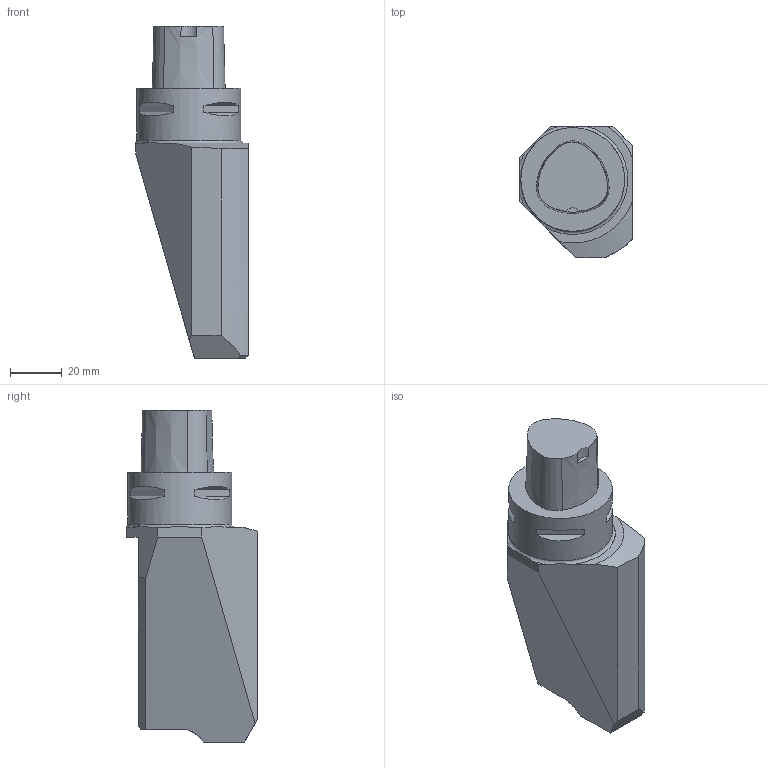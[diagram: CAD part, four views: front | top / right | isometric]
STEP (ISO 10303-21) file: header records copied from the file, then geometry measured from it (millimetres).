
FILE_DESCRIPTION(/* description */ (''),/* implementation_level */ '2;1');
FILE_NAME(/* name */ '1527162650435.stp',/* time_stamp */ '2018-05-24T13:50:56+02:00',/* author */ (''),/* organization */ ('SMS'),/* preprocessor_version */ 'ST-DEVELOPER v15',/* originating_system */ 'SIEMENS PLM Software NX 8.5',/* authorisation */ '');
FILE_SCHEMA (('AUTOMOTIVE_DESIGN { 1 0 10303 214 3 1 1 1 }'));
Length unit declared in the file: millimetre
Products named in the file (1): 112030036mod000_00
Bounding box: 43.5 x 50.5 x 128 mm (x, y, z)
Volume: 129199.1 mm3; surface area: 22082.7 mm2
Topology: 1 solids, 1 shells, 120 faces, 283 edges, 179 vertices
Faces by surface type: plane 68, cone 36, cylinder 12, torus 4
Full cylindrical faces by diameter (mm): 5.5 x3, 40 x1
Entity records: 3452 total; most frequent: CARTESIAN_POINT 798, DIRECTION 538, ORIENTED_EDGE 510, EDGE_CURVE 255, AXIS2_PLACEMENT_3D 210, VERTEX_POINT 168, EDGE_LOOP 148, ADVANCED_FACE 120
